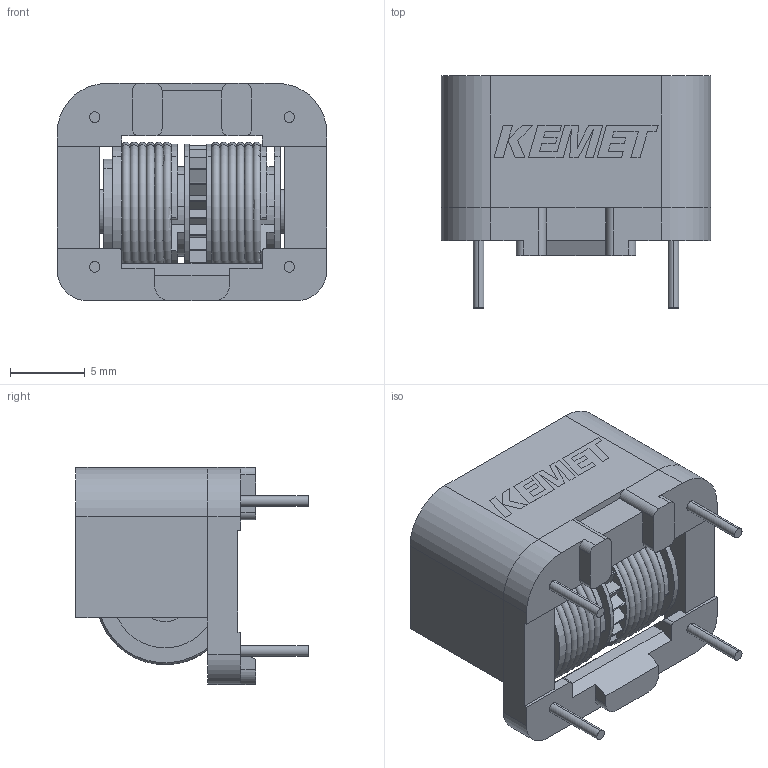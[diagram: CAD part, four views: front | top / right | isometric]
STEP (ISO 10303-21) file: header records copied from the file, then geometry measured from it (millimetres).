
FILE_DESCRIPTION (( 'STEP AP214' ), '1' );
FILE_NAME ('SSRH7H(MAX-LOGO).STEP', '2018-11-06T04:17:46', ( '' ), ( '' ), 'SwSTEP 2.0', 'SolidWorks 2018', '' );
FILE_SCHEMA (( 'AUTOMOTIVE_DESIGN' ));
Length unit declared in the file: millimetre
Products named in the file (1): SSRH7H(MAX-LOGO)
Bounding box: 18 x 15.5 x 14.5 mm (x, y, z)
Volume: 1855.7 mm3; surface area: 2362.2 mm2
Topology: 1 solids, 1 shells, 332 faces, 902 edges, 586 vertices
Faces by surface type: plane 203, cylinder 105, torus 24
Entity records: 14144 total; most frequent: DIRECTION 1838, CARTESIAN_POINT 1827, ORIENTED_EDGE 1804, EDGE_CURVE 902, VECTOR 628, LINE 628, AXIS2_PLACEMENT_3D 605, VERTEX_POINT 586
